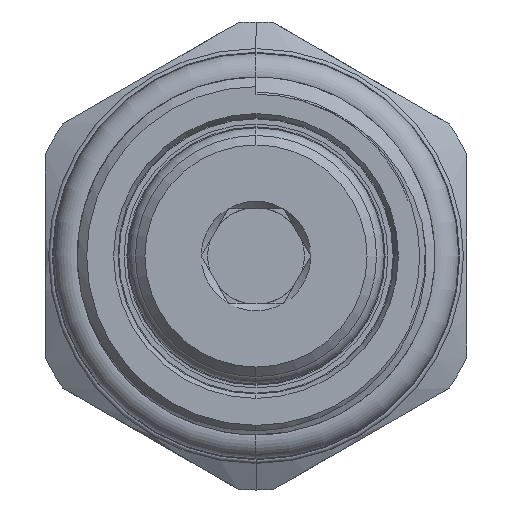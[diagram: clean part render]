
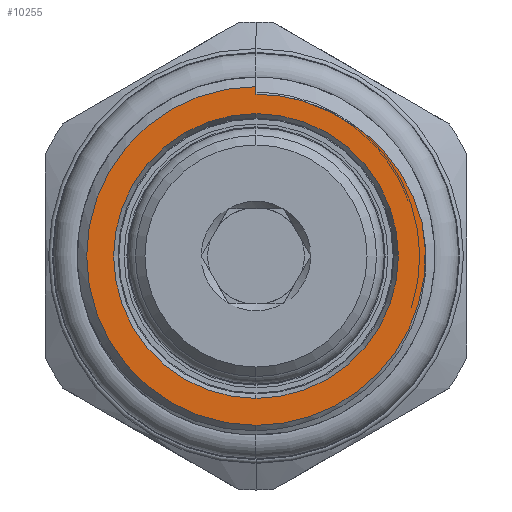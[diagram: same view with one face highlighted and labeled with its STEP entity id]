
A CAD part, left-side view. The second image highlights one B-rep face of the part: STEP entity #10255.
In plain terms, the highlighted planar face has unit normal (-1, 0, 0).
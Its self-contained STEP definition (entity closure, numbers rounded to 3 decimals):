
#88 = EDGE_LOOP ( 'NONE', ( #9814, #9815 ) ) ;
#206 = EDGE_LOOP ( 'NONE', ( #9809, #9810, #9811, #9812, #9813 ) ) ;
#418 = CIRCLE ( 'NONE', #695, 7.5 ) ;
#459 = LINE ( 'NONE', #3446, #464 ) ;
#464 = VECTOR ( 'NONE', #3454, 1000. ) ;
#465 = CIRCLE ( 'NONE', #711, 8.92 ) ;
#695 = AXIS2_PLACEMENT_3D ( 'NONE', #10683, #10684, #10685 ) ;
#711 = AXIS2_PLACEMENT_3D ( 'NONE', #3493, #3494, #3495 ) ;
#771 = AXIS2_PLACEMENT_3D ( 'NONE', #2840, #2841, #2842 ) ;
#835 = AXIS2_PLACEMENT_3D ( 'NONE', #3184, #3185, #3186 ) ;
#978 = EDGE_CURVE ( 'NONE', #1582, #1424, #418, .T. ) ;
#1015 = EDGE_CURVE ( 'NONE', #10071, #1513, #10326, .T. ) ;
#1022 = EDGE_CURVE ( 'NONE', #1549, #1551, #459, .T. ) ;
#1024 = EDGE_CURVE ( 'NONE', #1513, #1549, #10321, .T. ) ;
#1025 = EDGE_CURVE ( 'NONE', #1551, #1441, #465, .T. ) ;
#1205 = EDGE_CURVE ( 'NONE', #1441, #10071, #1700, .T. ) ;
#1301 = EDGE_CURVE ( 'NONE', #1424, #1582, #1818, .T. ) ;
#1424 = VERTEX_POINT ( 'NONE', #5180 ) ;
#1441 = VERTEX_POINT ( 'NONE', #5197 ) ;
#1513 = VERTEX_POINT ( 'NONE', #5292 ) ;
#1549 = VERTEX_POINT ( 'NONE', #5328 ) ;
#1551 = VERTEX_POINT ( 'NONE', #5330 ) ;
#1582 = VERTEX_POINT ( 'NONE', #5361 ) ;
#1700 = CIRCLE ( 'NONE', #771, 8.92 ) ;
#1818 = CIRCLE ( 'NONE', #835, 7.5 ) ;
#2169 = FACE_OUTER_BOUND ( 'NONE', #206, .T. ) ;
#2171 = FACE_BOUND ( 'NONE', #88, .T. ) ;
#2840 = CARTESIAN_POINT ( 'NONE',  ( 0., 0., 0. ) ) ;
#2841 = DIRECTION ( 'NONE',  ( -1., 0., 0. ) ) ;
#2842 = DIRECTION ( 'NONE',  ( 0., 0., -1. ) ) ;
#3184 = CARTESIAN_POINT ( 'NONE',  ( 0., 0., 0. ) ) ;
#3185 = DIRECTION ( 'NONE',  ( -1., 0., 0. ) ) ;
#3186 = DIRECTION ( 'NONE',  ( 0., 0., 1. ) ) ;
#3446 = CARTESIAN_POINT ( 'NONE',  ( 0., 0., 0. ) ) ;
#3454 = DIRECTION ( 'NONE',  ( 0., 0., 1. ) ) ;
#3455 = CARTESIAN_POINT ( 'NONE',  ( 0., -5.021, 6.995 ) ) ;
#3456 = CARTESIAN_POINT ( 'NONE',  ( 0., -5.414, 6.711 ) ) ;
#3485 = CARTESIAN_POINT ( 'NONE',  ( 0., -4.611, 7.253 ) ) ;
#3486 = CARTESIAN_POINT ( 'NONE',  ( 0., -3.756, 7.703 ) ) ;
#3487 = CARTESIAN_POINT ( 'NONE',  ( 0., -3.309, 7.896 ) ) ;
#3488 = CARTESIAN_POINT ( 'NONE',  ( 0., -2.394, 8.205 ) ) ;
#3489 = CARTESIAN_POINT ( 'NONE',  ( 0., -1.922, 8.324 ) ) ;
#3490 = CARTESIAN_POINT ( 'NONE',  ( 0., -0.966, 8.482 ) ) ;
#3491 = CARTESIAN_POINT ( 'NONE',  ( 0., -0.485, 8.522 ) ) ;
#3492 = CARTESIAN_POINT ( 'NONE',  ( 0., 0., 8.522 ) ) ;
#3493 = CARTESIAN_POINT ( 'NONE',  ( 0., 0., 0. ) ) ;
#3494 = DIRECTION ( 'NONE',  ( -1., 0., 0. ) ) ;
#3495 = DIRECTION ( 'NONE',  ( 0., 0., -1. ) ) ;
#5180 = CARTESIAN_POINT ( 'NONE',  ( 0., 0., -7.5 ) ) ;
#5197 = CARTESIAN_POINT ( 'NONE',  ( 0., 0., -8.92 ) ) ;
#5292 = CARTESIAN_POINT ( 'NONE',  ( 0., -5.414, 6.711 ) ) ;
#5328 = CARTESIAN_POINT ( 'NONE',  ( 0., 0., 8.522 ) ) ;
#5330 = CARTESIAN_POINT ( 'NONE',  ( 0., 0., 8.92 ) ) ;
#5361 = CARTESIAN_POINT ( 'NONE',  ( 0., 0., 7.5 ) ) ;
#5453 = CARTESIAN_POINT ( 'NONE',  ( 0., -8.748, 1.742 ) ) ;
#7922 = AXIS2_PLACEMENT_3D ( 'NONE', #8504, #8509, #8510 ) ;
#8504 = CARTESIAN_POINT ( 'NONE',  ( 0., 0., 0. ) ) ;
#8507 = PLANE ( 'NONE',  #7922 ) ;
#8509 = DIRECTION ( 'NONE',  ( 1., 0., 0. ) ) ;
#8510 = DIRECTION ( 'NONE',  ( 0., 0., -1. ) ) ;
#9809 = ORIENTED_EDGE ( 'NONE', *, *, #1024, .T. ) ;
#9810 = ORIENTED_EDGE ( 'NONE', *, *, #1022, .T. ) ;
#9811 = ORIENTED_EDGE ( 'NONE', *, *, #1025, .T. ) ;
#9812 = ORIENTED_EDGE ( 'NONE', *, *, #1205, .T. ) ;
#9813 = ORIENTED_EDGE ( 'NONE', *, *, #1015, .T. ) ;
#9814 = ORIENTED_EDGE ( 'NONE', *, *, #978, .F. ) ;
#9815 = ORIENTED_EDGE ( 'NONE', *, *, #1301, .F. ) ;
#10071 = VERTEX_POINT ( 'NONE', #5453 ) ;
#10255 = ADVANCED_FACE ( 'NONE', ( #2169, #2171 ), #8507, .F. ) ;
#10321 = B_SPLINE_CURVE_WITH_KNOTS ( 'NONE', 3,
 ( #3456, #3455, #3485, #3486, #3487, #3488, #3489, #3490, #3491, #3492 ),
 .UNSPECIFIED., .F., .F.,
 ( 4, 2, 2, 2, 4 ),
 ( 0., 0.001, 0.003, 0.004, 0.006 ),
 .UNSPECIFIED. ) ;
#10326 = B_SPLINE_CURVE_WITH_KNOTS ( 'NONE', 3,
 ( #10904, #10913, #10981, #10982, #10983, #10984, #10985, #10986, #10987, #10988, #10989, #10990 ),
 .UNSPECIFIED., .F., .F.,
 ( 4, 2, 2, 2, 2, 4 ),
 ( 0.013, 0.015, 0.016, 0.016, 0.018, 0.019 ),
 .UNSPECIFIED. ) ;
#10683 = CARTESIAN_POINT ( 'NONE',  ( 0., 0., 0. ) ) ;
#10684 = DIRECTION ( 'NONE',  ( -1., 0., 0. ) ) ;
#10685 = DIRECTION ( 'NONE',  ( 0., 0., 1. ) ) ;
#10904 = CARTESIAN_POINT ( 'NONE',  ( 0., -8.748, 1.742 ) ) ;
#10913 = CARTESIAN_POINT ( 'NONE',  ( 0., -8.625, 2.233 ) ) ;
#10981 = CARTESIAN_POINT ( 'NONE',  ( 0., -8.46, 2.712 ) ) ;
#10982 = CARTESIAN_POINT ( 'NONE',  ( 0., -8.15, 3.414 ) ) ;
#10983 = CARTESIAN_POINT ( 'NONE',  ( 0., -8.036, 3.644 ) ) ;
#10984 = CARTESIAN_POINT ( 'NONE',  ( 0., -7.792, 4.089 ) ) ;
#10985 = CARTESIAN_POINT ( 'NONE',  ( 0., -7.661, 4.306 ) ) ;
#10986 = CARTESIAN_POINT ( 'NONE',  ( 0., -7.242, 4.938 ) ) ;
#10987 = CARTESIAN_POINT ( 'NONE',  ( 0., -6.926, 5.333 ) ) ;
#10988 = CARTESIAN_POINT ( 'NONE',  ( 0., -6.217, 6.072 ) ) ;
#10989 = CARTESIAN_POINT ( 'NONE',  ( 0., -5.83, 6.41 ) ) ;
#10990 = CARTESIAN_POINT ( 'NONE',  ( 0., -5.414, 6.711 ) ) ;
